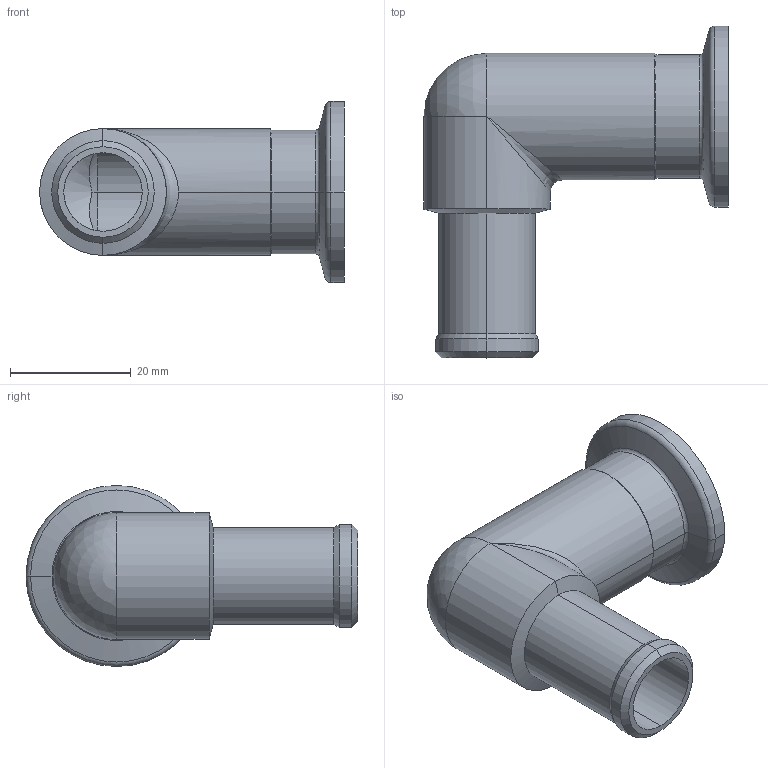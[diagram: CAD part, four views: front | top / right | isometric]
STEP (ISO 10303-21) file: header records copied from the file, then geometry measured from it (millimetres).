
FILE_DESCRIPTION (( 'STEP AP214' ), '1' );
FILE_NAME ('110ASR016.step', '2017-07-06T08:50:07', ( 'install' ), ( '' ), 'SwSTEP 2.0', 'SolidWorks 2015', '' );
FILE_SCHEMA (( 'AUTOMOTIVE_DESIGN' ));
Length unit declared in the file: millimetre
Products named in the file (1): 110ASR016
Bounding box: 50.5 x 55 x 30 mm (x, y, z)
Volume: 11746 mm3; surface area: 9461.1 mm2
Topology: 1 solids, 1 shells, 42 faces, 92 edges, 50 vertices
Faces by surface type: cylinder 18, cone 13, torus 6, plane 3, sphere 1, bspline 1
Entity records: 1333 total; most frequent: CARTESIAN_POINT 396, DIRECTION 209, ORIENTED_EDGE 176, AXIS2_PLACEMENT_3D 90, EDGE_CURVE 88, VERTEX_POINT 49, CIRCLE 48, EDGE_LOOP 45
